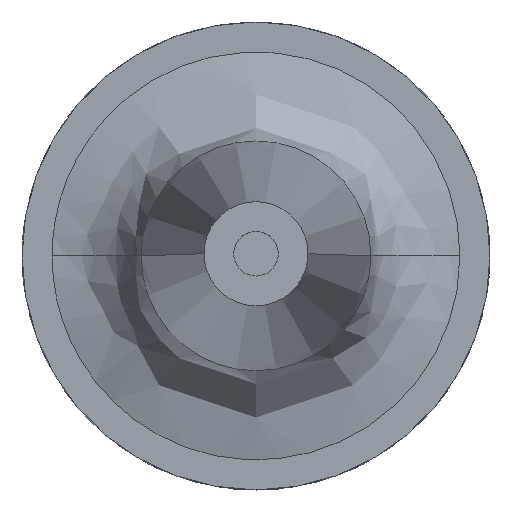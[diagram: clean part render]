
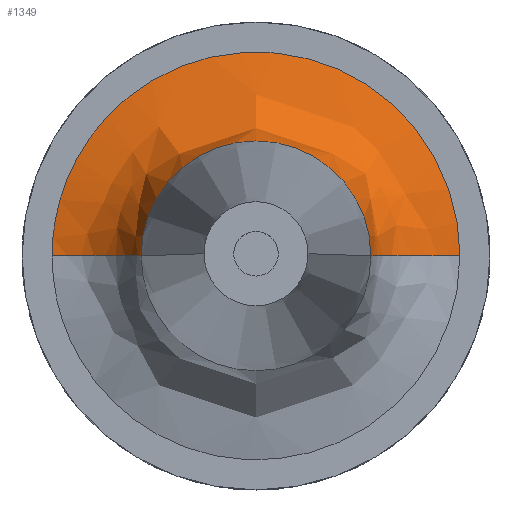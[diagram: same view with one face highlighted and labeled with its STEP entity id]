
A CAD part, top view. The second image highlights one B-rep face of the part: STEP entity #1349.
In plain terms, the highlighted free-form (B-spline) face has degree [3, 3] with [4, 4] control points.
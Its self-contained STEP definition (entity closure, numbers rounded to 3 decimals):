
#5 = CARTESIAN_POINT ( 'NONE',  ( -27.454, 0., 27. ) ) ;
#74 = CARTESIAN_POINT ( 'NONE',  ( -20.713, 0., 27. ) ) ;
#80 = CARTESIAN_POINT ( 'NONE',  ( -15.823, 0., 31.64 ) ) ;
#88 = CARTESIAN_POINT ( 'NONE',  ( -15.471, 0., 38.372 ) ) ;
#108 = CARTESIAN_POINT ( 'NONE',  ( 27.454, 0., 27. ) ) ;
#221 = EDGE_CURVE ( 'NONE', #384, #794, #1247, .T. ) ;
#307 = FACE_OUTER_BOUND ( 'NONE', #1588, .T. ) ;
#384 = VERTEX_POINT ( 'NONE', #1214 ) ;
#460 = VERTEX_POINT ( 'NONE', #1711 ) ;
#515 = VERTEX_POINT ( 'NONE', #108 ) ;
#632 = CARTESIAN_POINT ( 'NONE',  ( -20.81, 0., 26.273 ) ) ;
#691 = CARTESIAN_POINT ( 'NONE',  ( 15.823, 0., 31.64 ) ) ;
#718 = EDGE_CURVE ( 'NONE', #460, #515, #1866, .T. ) ;
#770 = CARTESIAN_POINT ( 'NONE',  ( 0., 0., 38.372 ) ) ;
#784 = CARTESIAN_POINT ( 'NONE',  ( 15.092, 30.185, 31.699 ) ) ;
#786 = CIRCLE ( 'NONE', #1423, 15.471 ) ;
#787 = ORIENTED_EDGE ( 'NONE', *, *, #221, .T. ) ;
#789 = CARTESIAN_POINT ( 'NONE',  ( -20.81, 41.619, 26.273 ) ) ;
#794 = VERTEX_POINT ( 'NONE', #1720 ) ;
#894 =( BOUNDED_SURFACE ( )  B_SPLINE_SURFACE ( 3, 3, ( 
 ( #935, #1063, #1361, #1068 ),
 ( #916, #1050, #784, #928 ),
 ( #632, #789, #1058, #1556 ),
 ( #1661, #1667, #1811, #1802 ) ),
 .UNSPECIFIED., .F., .F., .F. ) 
 B_SPLINE_SURFACE_WITH_KNOTS ( ( 4, 4 ),
 ( 4, 4 ),
 ( 0., 1. ),
 ( 0., 1. ),
 .UNSPECIFIED. ) 
 GEOMETRIC_REPRESENTATION_ITEM ( )  RATIONAL_B_SPLINE_SURFACE ( (
 ( 1., 0.333, 0.333, 1.),
 ( 0.769, 0.256, 0.256, 0.769),
 ( 0.769, 0.256, 0.256, 0.769),
 ( 1., 0.333, 0.333, 1.) ) ) 
 REPRESENTATION_ITEM ( '' )  SURFACE ( )  );
#916 = CARTESIAN_POINT ( 'NONE',  ( -15.092, 0., 31.699 ) ) ;
#928 = CARTESIAN_POINT ( 'NONE',  ( 15.092, 0., 31.699 ) ) ;
#935 = CARTESIAN_POINT ( 'NONE',  ( -15.468, 0., 39.571 ) ) ;
#974 = CARTESIAN_POINT ( 'NONE',  ( 15.471, 0., 38.372 ) ) ;
#1050 = CARTESIAN_POINT ( 'NONE',  ( -15.092, 30.185, 31.699 ) ) ;
#1058 = CARTESIAN_POINT ( 'NONE',  ( 20.81, 41.619, 26.273 ) ) ;
#1063 = CARTESIAN_POINT ( 'NONE',  ( -15.468, 30.935, 39.571 ) ) ;
#1068 = CARTESIAN_POINT ( 'NONE',  ( 15.468, 0., 39.571 ) ) ;
#1090 = CARTESIAN_POINT ( 'NONE',  ( 27.454, 0., 27. ) ) ;
#1094 =( BOUNDED_CURVE ( )  B_SPLINE_CURVE ( 3, ( #1386, #1376, #1394, #1413 ),
 .UNSPECIFIED., .F., .F. ) 
 B_SPLINE_CURVE_WITH_KNOTS ( ( 4, 4 ),
 ( 0., 1. ),
 .UNSPECIFIED. ) 
 CURVE ( )  GEOMETRIC_REPRESENTATION_ITEM ( )  RATIONAL_B_SPLINE_CURVE ( ( 0.958, 0.319, 0.319, 0.958 ) ) 
 REPRESENTATION_ITEM ( '' )  );
#1214 = CARTESIAN_POINT ( 'NONE',  ( -27.454, 0., 27. ) ) ;
#1224 = DIRECTION ( 'NONE',  ( 1., 0., 0. ) ) ;
#1247 =( BOUNDED_CURVE ( )  B_SPLINE_CURVE ( 3, ( #5, #74, #80, #88 ),
 .UNSPECIFIED., .F., .T. ) 
 B_SPLINE_CURVE_WITH_KNOTS ( ( 4, 4 ),
 ( 0.065, 0.935 ),
 .UNSPECIFIED. ) 
 CURVE ( )  GEOMETRIC_REPRESENTATION_ITEM ( )  RATIONAL_B_SPLINE_CURVE ( ( 0.958, 0.783, 0.783, 0.958 ) ) 
 REPRESENTATION_ITEM ( '' )  );
#1252 = EDGE_CURVE ( 'NONE', #460, #794, #786, .T. ) ;
#1349 = ADVANCED_FACE ( 'NONE', ( #307 ), #894, .F. ) ;
#1361 = CARTESIAN_POINT ( 'NONE',  ( 15.468, 30.935, 39.571 ) ) ;
#1376 = CARTESIAN_POINT ( 'NONE',  ( 27.454, 54.908, 27. ) ) ;
#1377 = ORIENTED_EDGE ( 'NONE', *, *, #1459, .T. ) ;
#1381 = ORIENTED_EDGE ( 'NONE', *, *, #1252, .F. ) ;
#1386 = CARTESIAN_POINT ( 'NONE',  ( 27.454, 0., 27. ) ) ;
#1394 = CARTESIAN_POINT ( 'NONE',  ( -27.454, 54.908, 27. ) ) ;
#1413 = CARTESIAN_POINT ( 'NONE',  ( -27.454, 0., 27. ) ) ;
#1423 = AXIS2_PLACEMENT_3D ( 'NONE', #770, #1781, #1224 ) ;
#1459 = EDGE_CURVE ( 'NONE', #515, #384, #1094, .T. ) ;
#1556 = CARTESIAN_POINT ( 'NONE',  ( 20.81, 0., 26.273 ) ) ;
#1561 = CARTESIAN_POINT ( 'NONE',  ( 20.713, 0., 27. ) ) ;
#1588 = EDGE_LOOP ( 'NONE', ( #1377, #787, #1381, #1646 ) ) ;
#1646 = ORIENTED_EDGE ( 'NONE', *, *, #718, .T. ) ;
#1661 = CARTESIAN_POINT ( 'NONE',  ( -28.652, 0., 27.06 ) ) ;
#1667 = CARTESIAN_POINT ( 'NONE',  ( -28.652, 57.304, 27.06 ) ) ;
#1711 = CARTESIAN_POINT ( 'NONE',  ( 15.471, 0., 38.372 ) ) ;
#1720 = CARTESIAN_POINT ( 'NONE',  ( -15.471, 0., 38.372 ) ) ;
#1781 = DIRECTION ( 'NONE',  ( 0., 0., 1. ) ) ;
#1802 = CARTESIAN_POINT ( 'NONE',  ( 28.652, 0., 27.06 ) ) ;
#1811 = CARTESIAN_POINT ( 'NONE',  ( 28.652, 57.304, 27.06 ) ) ;
#1866 =( BOUNDED_CURVE ( )  B_SPLINE_CURVE ( 3, ( #974, #691, #1561, #1090 ),
 .UNSPECIFIED., .F., .F. ) 
 B_SPLINE_CURVE_WITH_KNOTS ( ( 4, 4 ),
 ( 0.065, 0.935 ),
 .UNSPECIFIED. ) 
 CURVE ( )  GEOMETRIC_REPRESENTATION_ITEM ( )  RATIONAL_B_SPLINE_CURVE ( ( 0.958, 0.783, 0.783, 0.958 ) ) 
 REPRESENTATION_ITEM ( '' )  );
